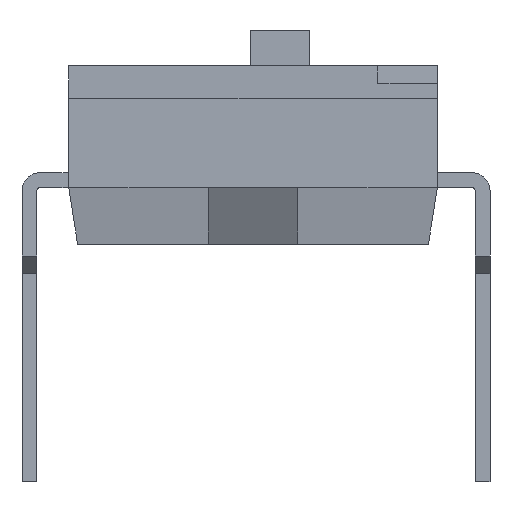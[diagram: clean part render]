
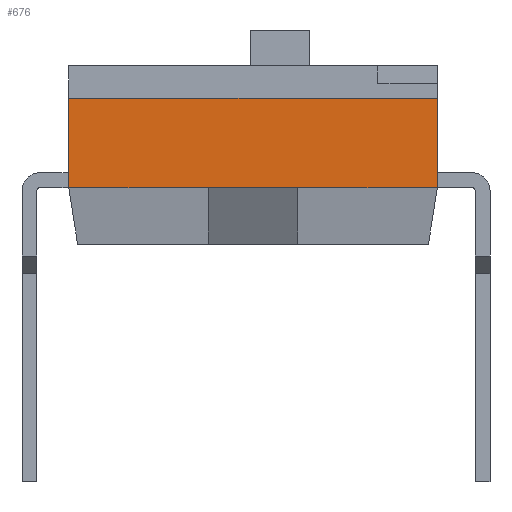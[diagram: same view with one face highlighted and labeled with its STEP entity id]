
A CAD part, left-side view. The second image highlights one B-rep face of the part: STEP entity #676.
In plain terms, the highlighted planar face has unit normal (-1, 0, 0).
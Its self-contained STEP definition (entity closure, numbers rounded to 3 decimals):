
#676 = ADVANCED_FACE( '', ( #1319 ), #1320, .F. );
#1319 = FACE_OUTER_BOUND( '', #1959, .T. );
#1320 = PLANE( '', #1960 );
#1959 = EDGE_LOOP( '', ( #3658, #3659, #3660, #3661, #3662, #3663 ) );
#1960 = AXIS2_PLACEMENT_3D( '', #3664, #3665, #3666 );
#3658 = ORIENTED_EDGE( '', *, *, #4030, .T. );
#3659 = ORIENTED_EDGE( '', *, *, #4415, .T. );
#3660 = ORIENTED_EDGE( '', *, *, #4495, .T. );
#3661 = ORIENTED_EDGE( '', *, *, #4269, .F. );
#3662 = ORIENTED_EDGE( '', *, *, #4243, .F. );
#3663 = ORIENTED_EDGE( '', *, *, #4344, .T. );
#3664 = CARTESIAN_POINT( '', ( -1.74, 3.1, 1.5 ) );
#3665 = DIRECTION( '', ( 1., 0., 0. ) );
#3666 = DIRECTION( '', ( 0., 0., -1. ) );
#4030 = EDGE_CURVE( '', #4816, #4813, #4817, .T. );
#4243 = EDGE_CURVE( '', #5170, #5172, #5173, .T. );
#4269 = EDGE_CURVE( '', #5172, #5210, #5211, .T. );
#4344 = EDGE_CURVE( '', #5170, #4816, #5325, .T. );
#4415 = EDGE_CURVE( '', #4813, #5141, #5424, .T. );
#4495 = EDGE_CURVE( '', #5141, #5210, #5534, .T. );
#4813 = VERTEX_POINT( '', #5938 );
#4816 = VERTEX_POINT( '', #5942 );
#4817 = LINE( '', #5943, #5944 );
#5141 = VERTEX_POINT( '', #6487 );
#5170 = VERTEX_POINT( '', #6535 );
#5172 = VERTEX_POINT( '', #6538 );
#5173 = LINE( '', #6539, #6540 );
#5210 = VERTEX_POINT( '', #6596 );
#5211 = LINE( '', #6597, #6598 );
#5325 = LINE( '', #6767, #6768 );
#5424 = LINE( '', #6929, #6930 );
#5534 = LINE( '', #7121, #7122 );
#5938 = CARTESIAN_POINT( '', ( -1.74, 0.75, 0. ) );
#5942 = CARTESIAN_POINT( '', ( -1.74, 3.1, 0. ) );
#5943 = CARTESIAN_POINT( '', ( -1.74, 3.1, 0. ) );
#5944 = VECTOR( '', #7459, 1000. );
#6487 = CARTESIAN_POINT( '', ( -1.74, -0.75, 0. ) );
#6535 = CARTESIAN_POINT( '', ( -1.74, 3.1, 1.5 ) );
#6538 = CARTESIAN_POINT( '', ( -1.74, -3.1, 1.5 ) );
#6539 = CARTESIAN_POINT( '', ( -1.74, 3.1, 1.5 ) );
#6540 = VECTOR( '', #7640, 1000. );
#6596 = CARTESIAN_POINT( '', ( -1.74, -3.1, 0. ) );
#6597 = CARTESIAN_POINT( '', ( -1.74, -3.1, 1.5 ) );
#6598 = VECTOR( '', #7659, 1000. );
#6767 = CARTESIAN_POINT( '', ( -1.74, 3.1, 1.5 ) );
#6768 = VECTOR( '', #7728, 1000. );
#6929 = CARTESIAN_POINT( '', ( -1.74, 0.75, 0. ) );
#6930 = VECTOR( '', #7799, 1000. );
#7121 = CARTESIAN_POINT( '', ( -1.74, 3.1, 0. ) );
#7122 = VECTOR( '', #7862, 1000. );
#7459 = DIRECTION( '', ( 0., -1., 0. ) );
#7640 = DIRECTION( '', ( 0., -1., 0. ) );
#7659 = DIRECTION( '', ( 0., 0., -1. ) );
#7728 = DIRECTION( '', ( 0., 0., -1. ) );
#7799 = DIRECTION( '', ( 0., -1., 0. ) );
#7862 = DIRECTION( '', ( 0., -1., 0. ) );
